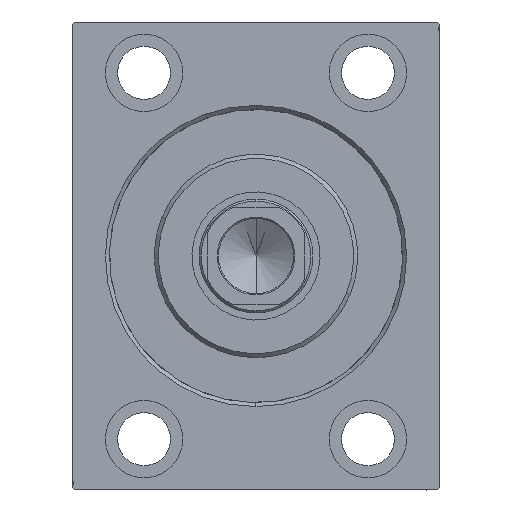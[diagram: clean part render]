
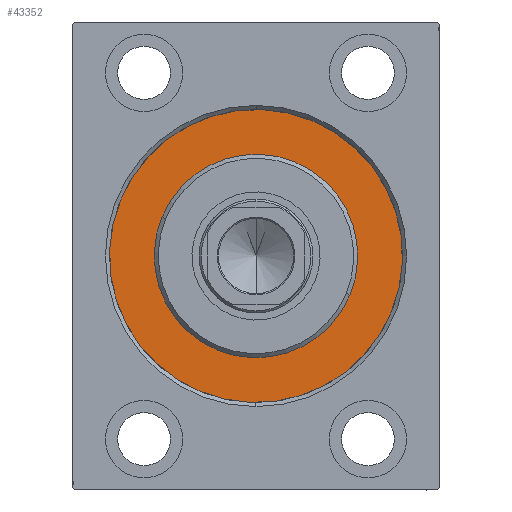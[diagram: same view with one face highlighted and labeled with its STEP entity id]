
A CAD part, left-side view. The second image highlights one B-rep face of the part: STEP entity #43352.
In plain terms, the highlighted face is planar.
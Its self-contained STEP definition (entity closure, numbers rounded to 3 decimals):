
#2756 = EDGE_CURVE ( 'NONE', #8075, #5062, #27237, .T. ) ;
#3718 = ORIENTED_EDGE ( 'NONE', *, *, #28963, .F. ) ;
#3882 = VERTEX_POINT ( 'NONE', #18283 ) ;
#4610 = CARTESIAN_POINT ( 'NONE',  ( 0., 0., 25. ) ) ;
#4642 = CARTESIAN_POINT ( 'NONE',  ( 0., 0., 0. ) ) ;
#4782 = AXIS2_PLACEMENT_3D ( 'NONE', #30847, #8044, #27534 ) ;
#5062 = VERTEX_POINT ( 'NONE', #4610 ) ;
#5638 = DIRECTION ( 'NONE',  ( 1., 0., 0. ) ) ;
#7746 = FACE_BOUND ( 'NONE', #15056, .T. ) ;
#8044 = DIRECTION ( 'NONE',  ( -1., 0., 0. ) ) ;
#8075 = VERTEX_POINT ( 'NONE', #31070 ) ;
#9970 = DIRECTION ( 'NONE',  ( 1., 0., 0. ) ) ;
#10604 = CARTESIAN_POINT ( 'NONE',  ( 0., 0., 0. ) ) ;
#12281 = CARTESIAN_POINT ( 'NONE',  ( 0., 0., 0. ) ) ;
#14954 = AXIS2_PLACEMENT_3D ( 'NONE', #10604, #9970, #19948 ) ;
#15056 = EDGE_LOOP ( 'NONE', ( #21313, #21895 ) ) ;
#16883 = DIRECTION ( 'NONE',  ( -1., 0., 0. ) ) ;
#17760 = AXIS2_PLACEMENT_3D ( 'NONE', #20715, #16883, #20202 ) ;
#18283 = CARTESIAN_POINT ( 'NONE',  ( 0., 0., 36. ) ) ;
#19948 = DIRECTION ( 'NONE',  ( 0., 0., -1. ) ) ;
#20202 = DIRECTION ( 'NONE',  ( 0., 0., 1. ) ) ;
#20715 = CARTESIAN_POINT ( 'NONE',  ( 0., 0., 0. ) ) ;
#20824 = DIRECTION ( 'NONE',  ( 0., 0., 1. ) ) ;
#21313 = ORIENTED_EDGE ( 'NONE', *, *, #24978, .F. ) ;
#21895 = ORIENTED_EDGE ( 'NONE', *, *, #2756, .F. ) ;
#23411 = EDGE_CURVE ( 'NONE', #39235, #3882, #36862, .T. ) ;
#23882 = CIRCLE ( 'NONE', #4782, 36. ) ;
#24978 = EDGE_CURVE ( 'NONE', #5062, #8075, #34019, .T. ) ;
#25318 = CARTESIAN_POINT ( 'NONE',  ( 0., 0., -36. ) ) ;
#27237 = CIRCLE ( 'NONE', #43530, 25. ) ;
#27524 = ORIENTED_EDGE ( 'NONE', *, *, #23411, .F. ) ;
#27534 = DIRECTION ( 'NONE',  ( 0., 0., 1. ) ) ;
#28963 = EDGE_CURVE ( 'NONE', #3882, #39235, #23882, .T. ) ;
#30847 = CARTESIAN_POINT ( 'NONE',  ( 0., 0., 0. ) ) ;
#31070 = CARTESIAN_POINT ( 'NONE',  ( 0., 0., -25. ) ) ;
#34019 = CIRCLE ( 'NONE', #14954, 25. ) ;
#34105 = DIRECTION ( 'NONE',  ( -1., 0., 0. ) ) ;
#35451 = AXIS2_PLACEMENT_3D ( 'NONE', #4642, #34105, #20824 ) ;
#36862 = CIRCLE ( 'NONE', #17760, 36. ) ;
#37436 = PLANE ( 'NONE',  #35451 ) ;
#38321 = FACE_OUTER_BOUND ( 'NONE', #43260, .T. ) ;
#39235 = VERTEX_POINT ( 'NONE', #25318 ) ;
#43063 = DIRECTION ( 'NONE',  ( 0., 0., -1. ) ) ;
#43260 = EDGE_LOOP ( 'NONE', ( #27524, #3718 ) ) ;
#43352 = ADVANCED_FACE ( 'NONE', ( #7746, #38321 ), #37436, .F. ) ;
#43530 = AXIS2_PLACEMENT_3D ( 'NONE', #12281, #5638, #43063 ) ;
